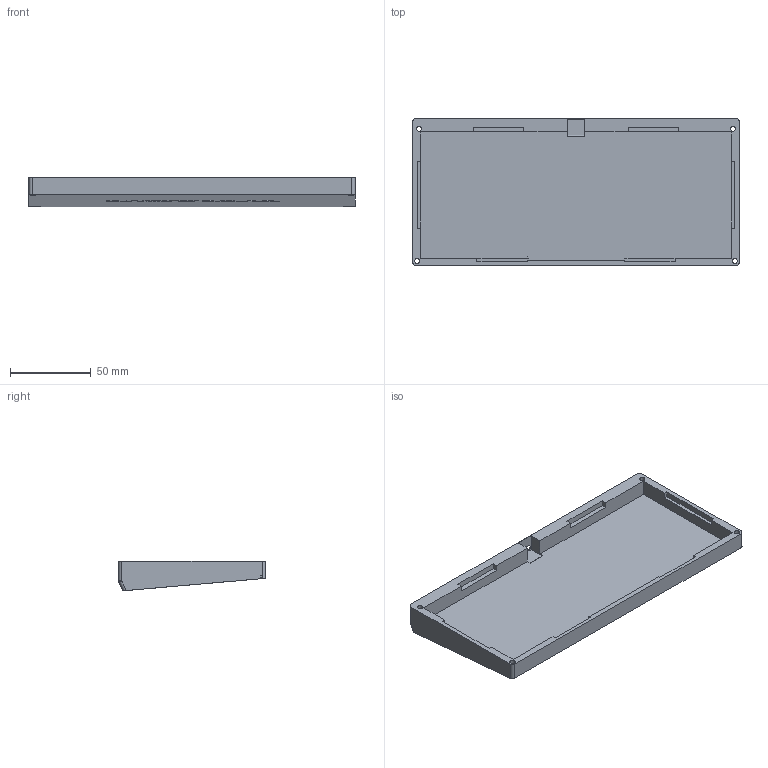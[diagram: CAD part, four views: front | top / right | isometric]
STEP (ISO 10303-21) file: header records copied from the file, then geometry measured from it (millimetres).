
FILE_DESCRIPTION(/* description */ (''),/* implementation_level */ '2;1');
FILE_NAME(/* name */ 'endeavourcase v31.step',/* time_stamp */ '2021-12-13T10:56:21+01:00',/* author */ (''),/* organization */ (''),/* preprocessor_version */ 'ST-DEVELOPER v18.1',/* originating_system */ 'Autodesk Translation Framework v10.10.0.1391',/* authorisation */ '');
FILE_SCHEMA (('AUTOMOTIVE_DESIGN { 1 0 10303 214 3 1 1 }'));
Length unit declared in the file: millimetre
Products named in the file (1): endeavourcase
Bounding box: 201.5 x 90.7 x 18.3 mm (x, y, z)
Volume: 108861.8 mm3; surface area: 51111.1 mm2
Topology: 1 solids, 1 shells, 214 faces, 563 edges, 368 vertices
Faces by surface type: plane 157, bspline 32, cylinder 19, cone 4, sphere 2
Full cylindrical faces by diameter (mm): 3.2 x4, 4 x2, 5.2 x2
Entity records: 7018 total; most frequent: CARTESIAN_POINT 1862, ORIENTED_EDGE 1126, DIRECTION 899, EDGE_CURVE 563, LINE 457, VECTOR 457, VERTEX_POINT 368, EDGE_LOOP 242
